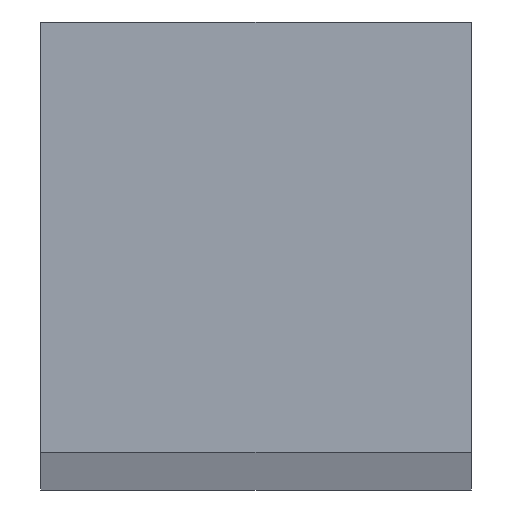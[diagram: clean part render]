
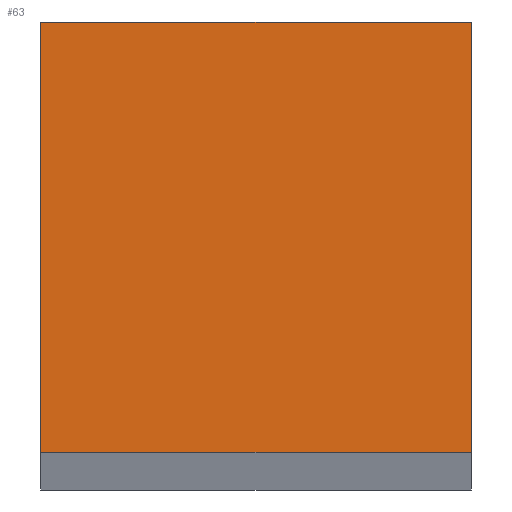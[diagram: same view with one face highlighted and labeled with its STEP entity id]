
A CAD part, top view. The second image highlights one B-rep face of the part: STEP entity #63.
In plain terms, the highlighted planar face has unit normal (0, 0, 1).
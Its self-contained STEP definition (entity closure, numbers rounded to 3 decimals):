
#9 = PLANE ( 'NONE',  #88 ) ;
#16 = CARTESIAN_POINT ( 'NONE',  ( -10., -10., 1000. ) ) ;
#46 = DIRECTION ( 'NONE',  ( 1., 0., 0. ) ) ;
#52 = DIRECTION ( 'NONE',  ( 0., 0., -1. ) ) ;
#63 = ADVANCED_FACE ( 'NONE', ( #215 ), #9, .F. ) ;
#64 = DIRECTION ( 'NONE',  ( 0., -1., 0. ) ) ;
#67 = DIRECTION ( 'NONE',  ( -1., 0., 0. ) ) ;
#76 = ORIENTED_EDGE ( 'NONE', *, *, #138, .T. ) ;
#77 = VERTEX_POINT ( 'NONE', #207 ) ;
#87 = LINE ( 'NONE', #16, #179 ) ;
#88 = AXIS2_PLACEMENT_3D ( 'NONE', #154, #52, #67 ) ;
#90 = CARTESIAN_POINT ( 'NONE',  ( -10., 10., 1000. ) ) ;
#109 = LINE ( 'NONE', #90, #181 ) ;
#119 = EDGE_CURVE ( 'NONE', #147, #168, #87, .T. ) ;
#120 = CARTESIAN_POINT ( 'NONE',  ( -10., -10., 1000. ) ) ;
#127 = VERTEX_POINT ( 'NONE', #205 ) ;
#138 = EDGE_CURVE ( 'NONE', #168, #77, #157, .T. ) ;
#142 = CARTESIAN_POINT ( 'NONE',  ( 10., -10., 1000. ) ) ;
#147 = VERTEX_POINT ( 'NONE', #189 ) ;
#153 = ORIENTED_EDGE ( 'NONE', *, *, #196, .T. ) ;
#154 = CARTESIAN_POINT ( 'NONE',  ( 0., 0., 1000. ) ) ;
#155 = VECTOR ( 'NONE', #46, 1000. ) ;
#157 = LINE ( 'NONE', #120, #155 ) ;
#158 = CARTESIAN_POINT ( 'NONE',  ( -10., -10., 1000. ) ) ;
#162 = DIRECTION ( 'NONE',  ( -1., 0., 0. ) ) ;
#167 = EDGE_LOOP ( 'NONE', ( #202, #153, #219, #76 ) ) ;
#168 = VERTEX_POINT ( 'NONE', #158 ) ;
#176 = EDGE_CURVE ( 'NONE', #77, #127, #223, .T. ) ;
#179 = VECTOR ( 'NONE', #64, 1000. ) ;
#180 = DIRECTION ( 'NONE',  ( 0., 1., 0. ) ) ;
#181 = VECTOR ( 'NONE', #162, 1000. ) ;
#189 = CARTESIAN_POINT ( 'NONE',  ( -10., 10., 1000. ) ) ;
#193 = VECTOR ( 'NONE', #180, 1000. ) ;
#196 = EDGE_CURVE ( 'NONE', #127, #147, #109, .T. ) ;
#202 = ORIENTED_EDGE ( 'NONE', *, *, #176, .T. ) ;
#205 = CARTESIAN_POINT ( 'NONE',  ( 10., 10., 1000. ) ) ;
#207 = CARTESIAN_POINT ( 'NONE',  ( 10., -10., 1000. ) ) ;
#215 = FACE_OUTER_BOUND ( 'NONE', #167, .T. ) ;
#219 = ORIENTED_EDGE ( 'NONE', *, *, #119, .T. ) ;
#223 = LINE ( 'NONE', #142, #193 ) ;
